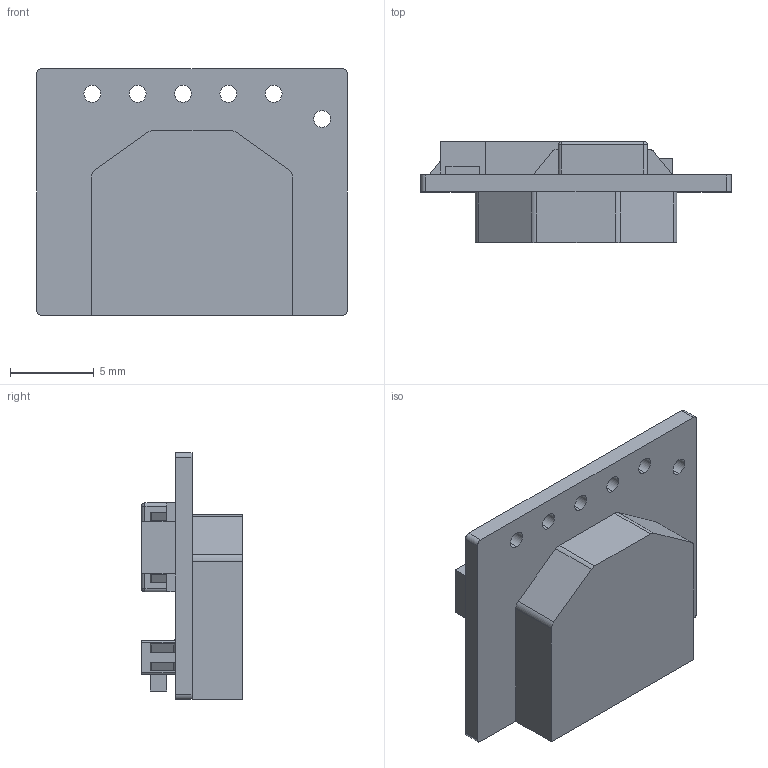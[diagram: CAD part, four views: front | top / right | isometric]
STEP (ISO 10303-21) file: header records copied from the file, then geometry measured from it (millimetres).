
FILE_DESCRIPTION (( 'STEP AP214' ), '1' );
FILE_NAME ('MAU.STEP', '2026-03-30T00:47:43', ( '' ), ( '' ), 'SwSTEP 2.0', 'SolidWorks 2022', '' );
FILE_SCHEMA (( 'AUTOMOTIVE_DESIGN' ));
Length unit declared in the file: millimetre
Products named in the file (1): MAU
Bounding box: 18.5 x 6 x 14.7 mm (x, y, z)
Volume: 747.3 mm3; surface area: 916.7 mm2
Topology: 2 solids, 2 shells, 273 faces, 733 edges, 480 vertices
Faces by surface type: plane 185, cylinder 68, bspline 16, sphere 4
Entity records: 10557 total; most frequent: CARTESIAN_POINT 2647, ORIENTED_EDGE 1458, DIRECTION 1337, EDGE_CURVE 729, LINE 565, VECTOR 565, VERTEX_POINT 480, AXIS2_PLACEMENT_3D 386
